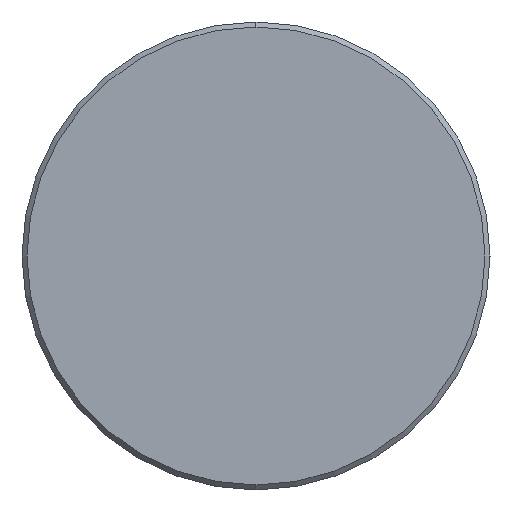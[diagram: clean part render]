
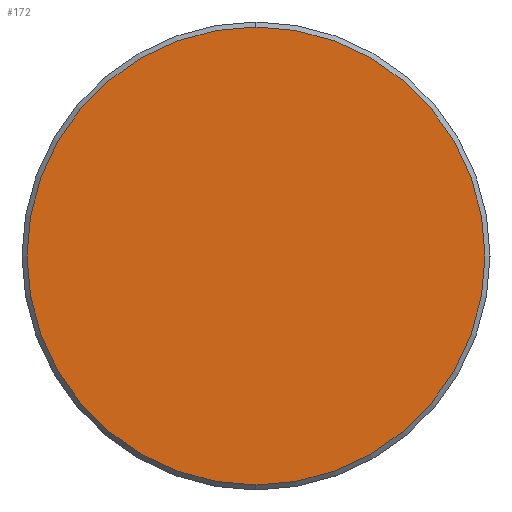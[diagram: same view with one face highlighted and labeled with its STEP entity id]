
A CAD part, left-side view. The second image highlights one B-rep face of the part: STEP entity #172.
In plain terms, the highlighted planar face has unit normal (-1, 0, 0).
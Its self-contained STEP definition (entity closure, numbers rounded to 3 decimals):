
#13 = DIRECTION ( 'NONE',  ( -1., 0., 0. ) ) ;
#57 = AXIS2_PLACEMENT_3D ( 'NONE', #672, #13, #443 ) ;
#60 = DIRECTION ( 'NONE',  ( 0., 0., -1. ) ) ;
#108 = CARTESIAN_POINT ( 'NONE',  ( 0., 0., 0. ) ) ;
#171 = DIRECTION ( 'NONE',  ( -1., 0., 0. ) ) ;
#172 = ADVANCED_FACE ( 'NONE', ( #666 ), #419, .F. ) ;
#179 = CARTESIAN_POINT ( 'NONE',  ( 0., 0., 0. ) ) ;
#180 = ORIENTED_EDGE ( 'NONE', *, *, #474, .T. ) ;
#239 = CIRCLE ( 'NONE', #375, 13.7 ) ;
#269 = VERTEX_POINT ( 'NONE', #432 ) ;
#273 = VERTEX_POINT ( 'NONE', #671 ) ;
#338 = EDGE_CURVE ( 'NONE', #269, #273, #239, .T. ) ;
#375 = AXIS2_PLACEMENT_3D ( 'NONE', #179, #171, #540 ) ;
#402 = CIRCLE ( 'NONE', #57, 13.7 ) ;
#419 = PLANE ( 'NONE',  #487 ) ;
#432 = CARTESIAN_POINT ( 'NONE',  ( 0., 0., 13.7 ) ) ;
#437 = EDGE_LOOP ( 'NONE', ( #180, #470 ) ) ;
#443 = DIRECTION ( 'NONE',  ( 0., 0., 1. ) ) ;
#470 = ORIENTED_EDGE ( 'NONE', *, *, #338, .T. ) ;
#474 = EDGE_CURVE ( 'NONE', #273, #269, #402, .T. ) ;
#487 = AXIS2_PLACEMENT_3D ( 'NONE', #108, #592, #60 ) ;
#540 = DIRECTION ( 'NONE',  ( 0., 0., 1. ) ) ;
#592 = DIRECTION ( 'NONE',  ( 1., 0., 0. ) ) ;
#666 = FACE_OUTER_BOUND ( 'NONE', #437, .T. ) ;
#671 = CARTESIAN_POINT ( 'NONE',  ( 0., 0., -13.7 ) ) ;
#672 = CARTESIAN_POINT ( 'NONE',  ( 0., 0., 0. ) ) ;
